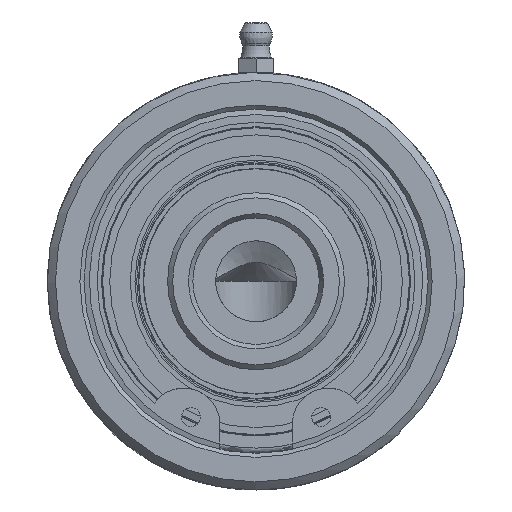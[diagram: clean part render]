
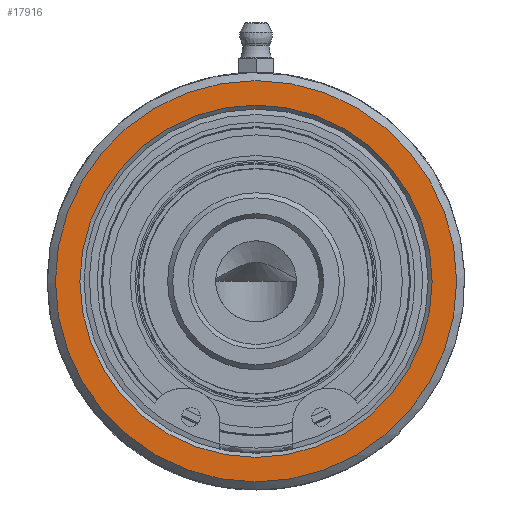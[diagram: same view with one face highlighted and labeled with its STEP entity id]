
A CAD part, left-side view. The second image highlights one B-rep face of the part: STEP entity #17916.
In plain terms, the highlighted planar face has unit normal (-1, 0, 0).
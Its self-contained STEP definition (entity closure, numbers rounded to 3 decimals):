
#17811=CARTESIAN_POINT('',(35.56,0.,34.85));
#17812=VERTEX_POINT('',#17811);
#17813=CARTESIAN_POINT('',(35.56,0.,0.));
#17814=DIRECTION('',(-1.0,0.0,0.0));
#17815=DIRECTION('',(0.0,0.0,-1.0));
#17816=AXIS2_PLACEMENT_3D('',#17813,#17814,#17815);
#17817=CIRCLE('',#17816,34.85);
#17818=EDGE_CURVE('',#17812,#17812,#17817,.T.);
#17897=CARTESIAN_POINT('',(35.56,0.,-20.65));
#17898=DIRECTION('',(1.0,0.0,0.0));
#17899=DIRECTION('',(0.0,0.0,1.0));
#17900=AXIS2_PLACEMENT_3D('',#17897,#17898,#17899);
#17901=PLANE('',#17900);
#17902=CARTESIAN_POINT('',(35.56,0.,-39.7));
#17903=VERTEX_POINT('',#17902);
#17904=CARTESIAN_POINT('',(35.56,0.,0.));
#17905=DIRECTION('',(1.0,0.0,0.0));
#17906=DIRECTION('',(0.0,0.0,1.0));
#17907=AXIS2_PLACEMENT_3D('',#17904,#17905,#17906);
#17908=CIRCLE('',#17907,39.7);
#17909=EDGE_CURVE('',#17903,#17903,#17908,.T.);
#17910=ORIENTED_EDGE('',*,*,#17909,.F.);
#17911=EDGE_LOOP('',(#17910));
#17912=FACE_OUTER_BOUND('',#17911,.T.);
#17913=ORIENTED_EDGE('',*,*,#17818,.F.);
#17914=EDGE_LOOP('',(#17913));
#17915=FACE_BOUND('',#17914,.T.);
#17916=ADVANCED_FACE('',(#17912,#17915),#17901,.F.);
